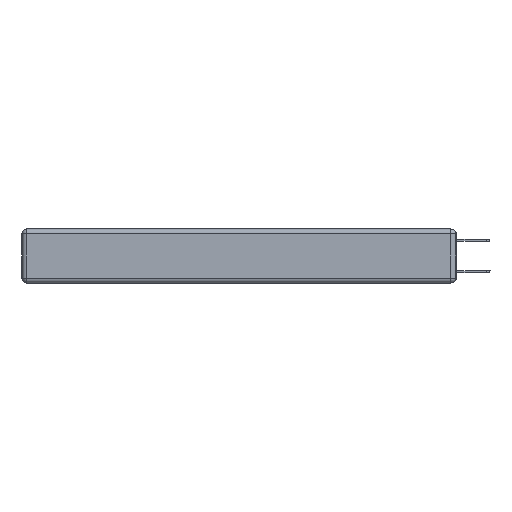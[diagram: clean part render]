
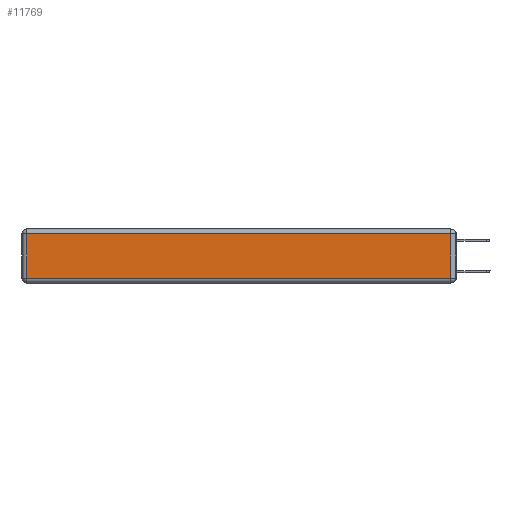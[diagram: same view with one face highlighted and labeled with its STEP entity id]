
A CAD part, left-side view. The second image highlights one B-rep face of the part: STEP entity #11769.
In plain terms, the highlighted planar face has unit normal (-1, 0, 0).
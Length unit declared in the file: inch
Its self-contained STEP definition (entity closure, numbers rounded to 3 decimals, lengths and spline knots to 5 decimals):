
#1021 = VECTOR ( 'NONE', #6087, 39.37008 ) ;
#1037 = CARTESIAN_POINT ( 'NONE',  ( 0., 0.03, -0.03 ) ) ;
#1062 = CARTESIAN_POINT ( 'NONE',  ( 0., 0.03, -0.343 ) ) ;
#1226 = ORIENTED_EDGE ( 'NONE', *, *, #11499, .T. ) ;
#1972 = VECTOR ( 'NONE', #2630, 39.37008 ) ;
#2238 = VECTOR ( 'NONE', #8275, 39.37008 ) ;
#2403 = VERTEX_POINT ( 'NONE', #14984 ) ;
#2427 = VECTOR ( 'NONE', #16753, 39.37008 ) ;
#2630 = DIRECTION ( 'NONE',  ( 0., -1., 0. ) ) ;
#4854 = DIRECTION ( 'NONE',  ( -1., 0., 0. ) ) ;
#4967 = VERTEX_POINT ( 'NONE', #13430 ) ;
#5443 = ORIENTED_EDGE ( 'NONE', *, *, #5794, .T. ) ;
#5794 = EDGE_CURVE ( 'NONE', #4967, #12322, #9395, .T. ) ;
#6014 = FACE_OUTER_BOUND ( 'NONE', #14126, .T. ) ;
#6087 = DIRECTION ( 'NONE',  ( 0., 0., -1. ) ) ;
#7856 = ORIENTED_EDGE ( 'NONE', *, *, #16500, .T. ) ;
#8257 = VERTEX_POINT ( 'NONE', #9723 ) ;
#8275 = DIRECTION ( 'NONE',  ( 0., 1., 0. ) ) ;
#9110 = PLANE ( 'NONE',  #11612 ) ;
#9395 = LINE ( 'NONE', #1062, #2427 ) ;
#9723 = CARTESIAN_POINT ( 'NONE',  ( 0., 2.72, -0.03 ) ) ;
#9974 = LINE ( 'NONE', #14306, #1021 ) ;
#11499 = EDGE_CURVE ( 'NONE', #12322, #8257, #12533, .T. ) ;
#11612 = AXIS2_PLACEMENT_3D ( 'NONE', #14862, #4854, #14956 ) ;
#11769 = ADVANCED_FACE ( 'NONE', ( #6014 ), #9110, .T. ) ;
#12322 = VERTEX_POINT ( 'NONE', #1037 ) ;
#12533 = LINE ( 'NONE', #15356, #2238 ) ;
#12909 = EDGE_CURVE ( 'NONE', #2403, #4967, #13964, .T. ) ;
#13430 = CARTESIAN_POINT ( 'NONE',  ( 0., 0.03, -0.313 ) ) ;
#13751 = ORIENTED_EDGE ( 'NONE', *, *, #12909, .T. ) ;
#13964 = LINE ( 'NONE', #14060, #1972 ) ;
#14060 = CARTESIAN_POINT ( 'NONE',  ( 0., 0., -0.313 ) ) ;
#14126 = EDGE_LOOP ( 'NONE', ( #13751, #5443, #1226, #7856 ) ) ;
#14306 = CARTESIAN_POINT ( 'NONE',  ( 0., 2.72, -0.343 ) ) ;
#14862 = CARTESIAN_POINT ( 'NONE',  ( 0., 0., -0.343 ) ) ;
#14956 = DIRECTION ( 'NONE',  ( 0., 0., 1. ) ) ;
#14984 = CARTESIAN_POINT ( 'NONE',  ( 0., 2.72, -0.313 ) ) ;
#15356 = CARTESIAN_POINT ( 'NONE',  ( 0., 2.75, -0.03 ) ) ;
#16500 = EDGE_CURVE ( 'NONE', #8257, #2403, #9974, .T. ) ;
#16753 = DIRECTION ( 'NONE',  ( 0., 0., 1. ) ) ;
